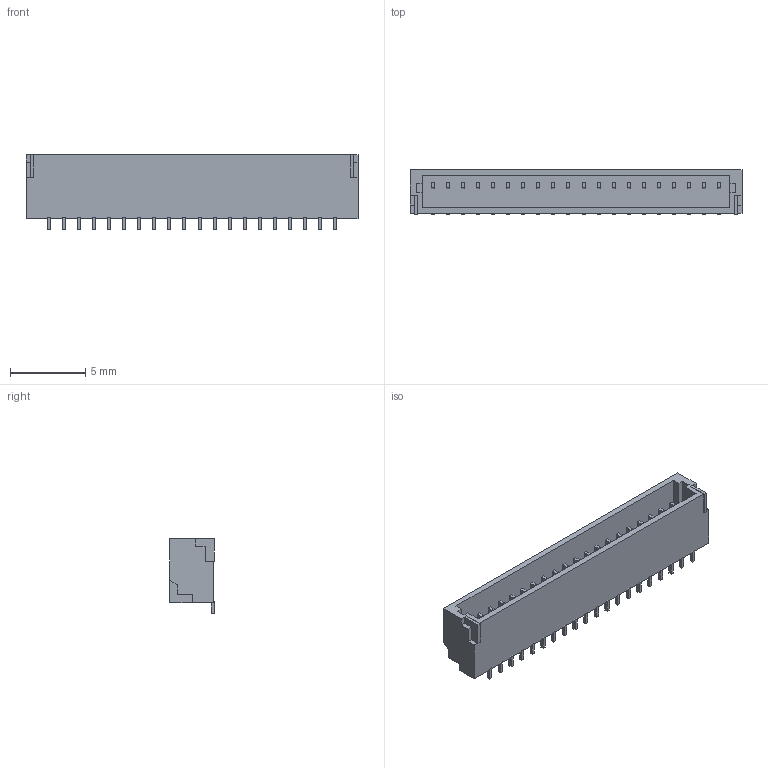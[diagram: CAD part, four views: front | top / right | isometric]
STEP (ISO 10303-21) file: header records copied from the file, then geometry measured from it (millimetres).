
FILE_DESCRIPTION (( 'STEP AP214' ), '1' );
FILE_NAME ('JST_SH_SM20B-SRSS-TB.STEP', '2021-01-14T14:16:47+00:00', 'Stefan Hamminga', '', '', '', '');
FILE_SCHEMA (( 'AUTOMOTIVE_DESIGN' ));
Length unit declared in the file: millimetre
Products named in the file (1): JST_SH_SM20B-SRSS-TB
Bounding box: 22 x 2.96 x 4.95 mm (x, y, z)
Volume: 148.1 mm3; surface area: 614.5 mm2
Topology: 23 solids, 23 shells, 335 faces, 864 edges, 576 vertices
Faces by surface type: plane 335
Entity records: 13224 total; most frequent: CARTESIAN_POINT 1776, ORIENTED_EDGE 1728, DIRECTION 1536, EDGE_CURVE 864, VECTOR 864, LINE 864, VERTEX_POINT 576, AXIS2_PLACEMENT_3D 336
